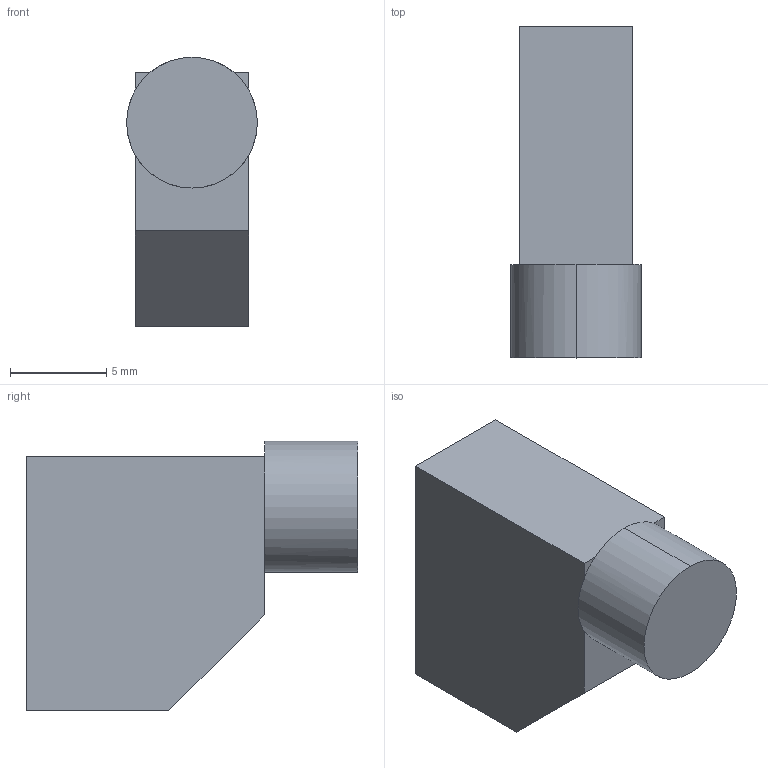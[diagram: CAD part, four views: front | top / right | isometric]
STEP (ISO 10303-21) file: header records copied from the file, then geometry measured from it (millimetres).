
FILE_DESCRIPTION (( 'STEP AP203' ), '1' );
FILE_NAME ('Dummy.STEP', '2021-02-08T20:02:25', ( '' ), ( '' ), 'SwSTEP 2.0', 'SolidWorks 2020', '' );
FILE_SCHEMA (( 'CONFIG_CONTROL_DESIGN' ));
Length unit declared in the file: millimetre
Products named in the file (1): Dummy
Bounding box: 6.8 x 17.25 x 14.01 mm (x, y, z)
Volume: 1070.9 mm3; surface area: 700.9 mm2
Topology: 1 solids, 1 shells, 15 faces, 33 edges, 20 vertices
Faces by surface type: plane 13, cylinder 2
Entity records: 486 total; most frequent: DIRECTION 75, CARTESIAN_POINT 69, ORIENTED_EDGE 66, EDGE_CURVE 33, AXIS2_PLACEMENT_3D 26, LINE 23, VECTOR 23, VERTEX_POINT 20
